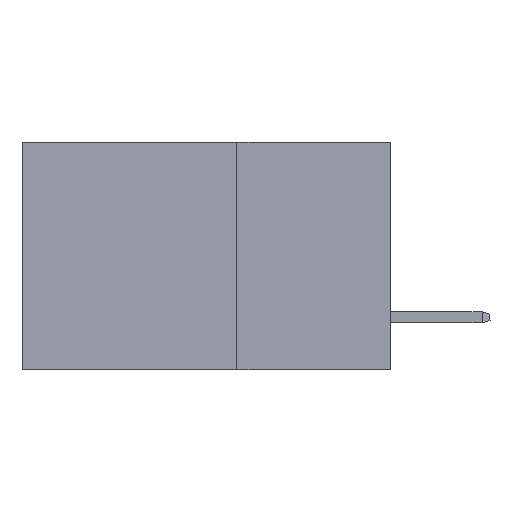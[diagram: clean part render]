
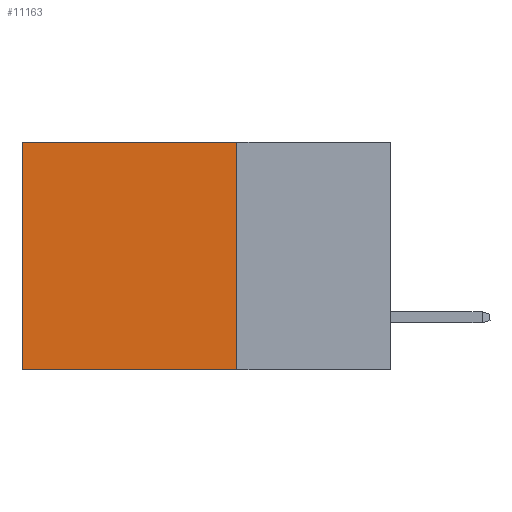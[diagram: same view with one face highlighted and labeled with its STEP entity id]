
A CAD part, left-side view. The second image highlights one B-rep face of the part: STEP entity #11163.
In plain terms, the highlighted planar face has unit normal (-1, 0, 0).
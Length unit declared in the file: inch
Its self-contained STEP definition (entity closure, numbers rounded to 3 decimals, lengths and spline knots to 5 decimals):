
#472 = PLANE ( 'NONE',  #13617 ) ;
#536 = VERTEX_POINT ( 'NONE', #8331 ) ;
#1160 = FACE_OUTER_BOUND ( 'NONE', #15280, .T. ) ;
#1180 = ORIENTED_EDGE ( 'NONE', *, *, #6209, .T. ) ;
#1779 = ORIENTED_EDGE ( 'NONE', *, *, #11212, .T. ) ;
#2068 = EDGE_CURVE ( 'NONE', #5257, #10791, #15752, .T. ) ;
#2303 = CARTESIAN_POINT ( 'NONE',  ( 0.2875, 0.25, -0.37 ) ) ;
#3370 = CARTESIAN_POINT ( 'NONE',  ( 0.2875, 0.25, 0. ) ) ;
#3433 = DIRECTION ( 'NONE',  ( 0., 0., -1. ) ) ;
#3809 = VECTOR ( 'NONE', #13958, 39.37008 ) ;
#4143 = CARTESIAN_POINT ( 'NONE',  ( 0.2875, 0.6, -0.37 ) ) ;
#4941 = CARTESIAN_POINT ( 'NONE',  ( 0.2875, 0.25, -0.37 ) ) ;
#5257 = VERTEX_POINT ( 'NONE', #2303 ) ;
#6149 = CARTESIAN_POINT ( 'NONE',  ( 0.2875, 0.25, 0. ) ) ;
#6158 = DIRECTION ( 'NONE',  ( 0., 0., -1. ) ) ;
#6209 = EDGE_CURVE ( 'NONE', #536, #12368, #15142, .T. ) ;
#7632 = DIRECTION ( 'NONE',  ( 0., 1., 0. ) ) ;
#8068 = DIRECTION ( 'NONE',  ( 0., 0., -1. ) ) ;
#8181 = VECTOR ( 'NONE', #8068, 39.37008 ) ;
#8331 = CARTESIAN_POINT ( 'NONE',  ( 0.2875, 0.25, 0. ) ) ;
#8654 = EDGE_CURVE ( 'NONE', #536, #5257, #16844, .T. ) ;
#9450 = VECTOR ( 'NONE', #6158, 39.37008 ) ;
#9592 = CARTESIAN_POINT ( 'NONE',  ( 0.2875, 0.6, 0. ) ) ;
#10791 = VERTEX_POINT ( 'NONE', #4143 ) ;
#10985 = ORIENTED_EDGE ( 'NONE', *, *, #2068, .F. ) ;
#11163 = ADVANCED_FACE ( 'NONE', ( #1160 ), #472, .F. ) ;
#11212 = EDGE_CURVE ( 'NONE', #12368, #10791, #12156, .T. ) ;
#12156 = LINE ( 'NONE', #9592, #8181 ) ;
#12368 = VERTEX_POINT ( 'NONE', #14163 ) ;
#12459 = DIRECTION ( 'NONE',  ( 1., 0., 0. ) ) ;
#13617 = AXIS2_PLACEMENT_3D ( 'NONE', #3370, #12459, #3433 ) ;
#13958 = DIRECTION ( 'NONE',  ( 0., 1., 0. ) ) ;
#14163 = CARTESIAN_POINT ( 'NONE',  ( 0.2875, 0.6, 0. ) ) ;
#14221 = VECTOR ( 'NONE', #7632, 39.37008 ) ;
#14642 = ORIENTED_EDGE ( 'NONE', *, *, #8654, .F. ) ;
#15093 = CARTESIAN_POINT ( 'NONE',  ( 0.2875, 0.25, 0. ) ) ;
#15142 = LINE ( 'NONE', #6149, #14221 ) ;
#15280 = EDGE_LOOP ( 'NONE', ( #1779, #10985, #14642, #1180 ) ) ;
#15752 = LINE ( 'NONE', #4941, #3809 ) ;
#16844 = LINE ( 'NONE', #15093, #9450 ) ;
